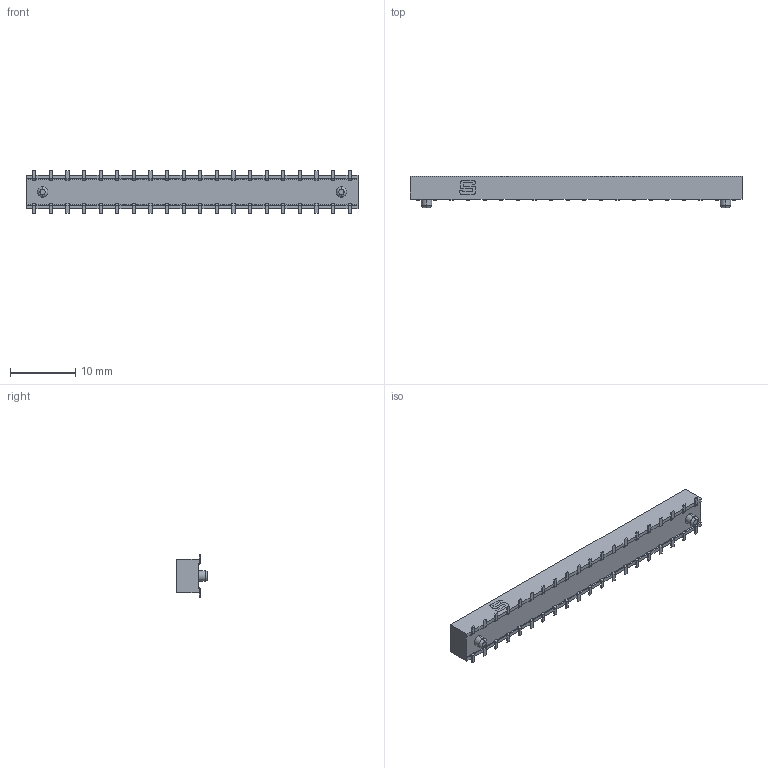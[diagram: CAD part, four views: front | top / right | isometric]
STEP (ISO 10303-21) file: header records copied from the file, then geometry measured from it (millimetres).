
FILE_DESCRIPTION (( 'STEP AP203' ), '1' );
FILE_NAME ('REF-182665-01.step', '2018-02-26T15:53:22', ( '' ), ( '' ), 'SwSTEP 2.0', 'SolidWorks 2016', '' );
FILE_SCHEMA (( 'CONFIG_CONTROL_DESIGN' ));
Length unit declared in the file: millimetre
Products named in the file (1): REF-182665-01
Bounding box: 50.8 x 4.78 x 6.58 mm (x, y, z)
Volume: 823.6 mm3; surface area: 1270.8 mm2
Topology: 1 solids, 1 shells, 1050 faces, 2718 edges, 1732 vertices
Faces by surface type: plane 836, cylinder 124, bspline 86, torus 4
Entity records: 34311 total; most frequent: CARTESIAN_POINT 9139, ORIENTED_EDGE 5436, DIRECTION 4572, EDGE_CURVE 2718, LINE 2290, VECTOR 2290, VERTEX_POINT 1732, EDGE_LOOP 1192
